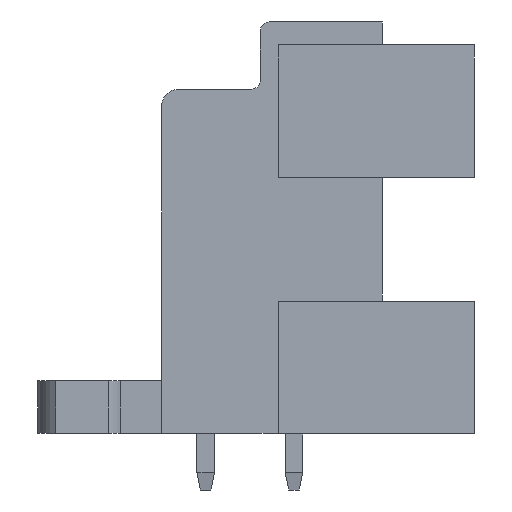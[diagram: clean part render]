
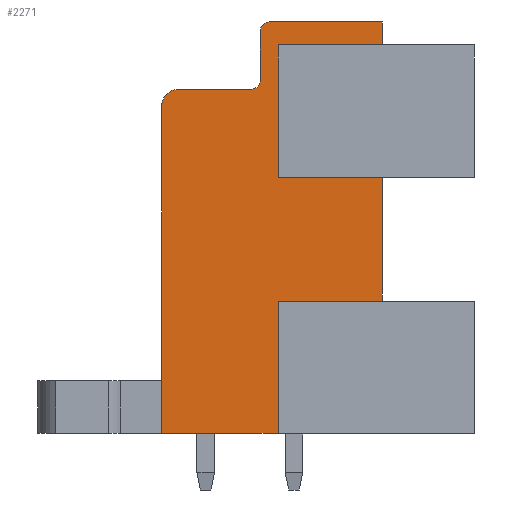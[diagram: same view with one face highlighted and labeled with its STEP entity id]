
A CAD part, left-side view. The second image highlights one B-rep face of the part: STEP entity #2271.
In plain terms, the highlighted planar face has unit normal (-1, 0, 0).
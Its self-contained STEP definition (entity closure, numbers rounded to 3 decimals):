
#1282=AXIS2_PLACEMENT_3D('Circle Axis2P3D',#1280,#1281,$) ;
#1344=AXIS2_PLACEMENT_3D('Circle Axis2P3D',#1342,#1343,$) ;
#1406=AXIS2_PLACEMENT_3D('Circle Axis2P3D',#1404,#1405,$) ;
#2242=AXIS2_PLACEMENT_3D('Plane Axis2P3D',#2239,#2240,#2241) ;
#493=CARTESIAN_POINT('Vertex',(3.5,5.2,10.7)) ;
#496=CARTESIAN_POINT('Line Origine',(3.5,8.15,10.7)) ;
#500=CARTESIAN_POINT('Vertex',(3.5,11.1,10.7)) ;
#578=CARTESIAN_POINT('Vertex',(3.5,5.2,17.7)) ;
#581=CARTESIAN_POINT('Line Origine',(3.5,5.2,14.2)) ;
#637=CARTESIAN_POINT('Vertex',(3.5,11.1,17.7)) ;
#640=CARTESIAN_POINT('Line Origine',(3.5,8.15,17.7)) ;
#1135=CARTESIAN_POINT('Vertex',(3.5,5.2,25.2)) ;
#1138=CARTESIAN_POINT('Line Origine',(3.5,8.15,25.2)) ;
#1142=CARTESIAN_POINT('Vertex',(3.5,11.1,25.2)) ;
#1215=CARTESIAN_POINT('Vertex',(3.5,5.2,26.5)) ;
#1218=CARTESIAN_POINT('Line Origine',(3.5,5.2,25.85)) ;
#1246=CARTESIAN_POINT('Vertex',(3.5,11.6,26.5)) ;
#1249=CARTESIAN_POINT('Line Origine',(3.5,8.4,26.5)) ;
#1277=CARTESIAN_POINT('Vertex',(3.5,12.1,26.)) ;
#1280=CARTESIAN_POINT('Axis2P3D Location',(3.5,11.6,26.)) ;
#1308=CARTESIAN_POINT('Vertex',(3.5,12.1,23.2)) ;
#1311=CARTESIAN_POINT('Line Origine',(3.5,12.1,24.6)) ;
#1339=CARTESIAN_POINT('Vertex',(3.5,12.6,22.7)) ;
#1342=CARTESIAN_POINT('Axis2P3D Location',(3.5,12.6,23.2)) ;
#1370=CARTESIAN_POINT('Vertex',(3.5,16.7,22.7)) ;
#1373=CARTESIAN_POINT('Line Origine',(3.5,14.65,22.7)) ;
#1401=CARTESIAN_POINT('Vertex',(3.5,17.7,21.7)) ;
#1404=CARTESIAN_POINT('Axis2P3D Location',(3.5,16.7,21.7)) ;
#1455=CARTESIAN_POINT('Vertex',(3.5,17.7,3.2)) ;
#1458=CARTESIAN_POINT('Line Origine',(3.5,17.7,12.45)) ;
#1546=CARTESIAN_POINT('Vertex',(3.5,11.1,3.2)) ;
#1549=CARTESIAN_POINT('Line Origine',(3.5,14.4,3.2)) ;
#2239=CARTESIAN_POINT('Axis2P3D Location',(3.5,0.,0.)) ;
#2244=CARTESIAN_POINT('Line Origine',(3.5,11.1,21.45)) ;
#2249=CARTESIAN_POINT('Line Origine',(3.5,11.1,6.95)) ;
#497=DIRECTION('Vector Direction',(0.,-1.,0.)) ;
#582=DIRECTION('Vector Direction',(0.,0.,-1.)) ;
#641=DIRECTION('Vector Direction',(0.,1.,0.)) ;
#1139=DIRECTION('Vector Direction',(0.,-1.,0.)) ;
#1219=DIRECTION('Vector Direction',(0.,0.,-1.)) ;
#1250=DIRECTION('Vector Direction',(0.,-1.,0.)) ;
#1281=DIRECTION('Axis2P3D Direction',(-1.,0.,0.)) ;
#1312=DIRECTION('Vector Direction',(0.,0.,1.)) ;
#1343=DIRECTION('Axis2P3D Direction',(-1.,0.,0.)) ;
#1374=DIRECTION('Vector Direction',(0.,-1.,0.)) ;
#1405=DIRECTION('Axis2P3D Direction',(-1.,0.,0.)) ;
#1459=DIRECTION('Vector Direction',(0.,0.,1.)) ;
#1550=DIRECTION('Vector Direction',(0.,1.,0.)) ;
#2240=DIRECTION('Axis2P3D Direction',(-1.,0.,0.)) ;
#2241=DIRECTION('Axis2P3D XDirection',(0.,-1.,0.)) ;
#2245=DIRECTION('Vector Direction',(0.,0.,1.)) ;
#2250=DIRECTION('Vector Direction',(0.,0.,1.)) ;
#498=VECTOR('Line Direction',#497,1.) ;
#583=VECTOR('Line Direction',#582,1.) ;
#642=VECTOR('Line Direction',#641,1.) ;
#1140=VECTOR('Line Direction',#1139,1.) ;
#1220=VECTOR('Line Direction',#1219,1.) ;
#1251=VECTOR('Line Direction',#1250,1.) ;
#1313=VECTOR('Line Direction',#1312,1.) ;
#1375=VECTOR('Line Direction',#1374,1.) ;
#1460=VECTOR('Line Direction',#1459,1.) ;
#1551=VECTOR('Line Direction',#1550,1.) ;
#2246=VECTOR('Line Direction',#2245,1.) ;
#2251=VECTOR('Line Direction',#2250,1.) ;
#2255=ORIENTED_EDGE('',*,*,#644,.F.) ;
#2256=ORIENTED_EDGE('',*,*,#2248,.F.) ;
#2257=ORIENTED_EDGE('',*,*,#1144,.F.) ;
#2258=ORIENTED_EDGE('',*,*,#1222,.T.) ;
#2259=ORIENTED_EDGE('',*,*,#1253,.T.) ;
#2260=ORIENTED_EDGE('',*,*,#1284,.T.) ;
#2261=ORIENTED_EDGE('',*,*,#1315,.T.) ;
#2262=ORIENTED_EDGE('',*,*,#1346,.T.) ;
#2263=ORIENTED_EDGE('',*,*,#1377,.T.) ;
#2264=ORIENTED_EDGE('',*,*,#1408,.T.) ;
#2265=ORIENTED_EDGE('',*,*,#1462,.T.) ;
#2266=ORIENTED_EDGE('',*,*,#1553,.T.) ;
#2267=ORIENTED_EDGE('',*,*,#2253,.F.) ;
#2268=ORIENTED_EDGE('',*,*,#502,.F.) ;
#2269=ORIENTED_EDGE('',*,*,#585,.T.) ;
#2271=ADVANCED_FACE('Housing',(#2270),#2243,.T.) ;
#1283=CIRCLE('generated circle',#1282,0.5) ;
#1345=CIRCLE('generated circle',#1344,0.5) ;
#1407=CIRCLE('generated circle',#1406,1.) ;
#502=EDGE_CURVE('',#494,#501,#499,.F.) ;
#585=EDGE_CURVE('',#494,#579,#584,.F.) ;
#644=EDGE_CURVE('',#638,#579,#643,.F.) ;
#1144=EDGE_CURVE('',#1136,#1143,#1141,.F.) ;
#1222=EDGE_CURVE('',#1136,#1216,#1221,.F.) ;
#1253=EDGE_CURVE('',#1216,#1247,#1252,.F.) ;
#1284=EDGE_CURVE('',#1247,#1278,#1283,.T.) ;
#1315=EDGE_CURVE('',#1278,#1309,#1314,.F.) ;
#1346=EDGE_CURVE('',#1309,#1340,#1345,.F.) ;
#1377=EDGE_CURVE('',#1340,#1371,#1376,.F.) ;
#1408=EDGE_CURVE('',#1371,#1402,#1407,.T.) ;
#1462=EDGE_CURVE('',#1402,#1456,#1461,.F.) ;
#1553=EDGE_CURVE('',#1456,#1547,#1552,.F.) ;
#2248=EDGE_CURVE('',#1143,#638,#2247,.F.) ;
#2253=EDGE_CURVE('',#501,#1547,#2252,.F.) ;
#2254=EDGE_LOOP('',(#2255,#2256,#2257,#2258,#2259,#2260,#2261,#2262,#2263,#2264,#2265,#2266,#2267,#2268,#2269)) ;
#2270=FACE_OUTER_BOUND('',#2254,.T.) ;
#499=LINE('Line',#496,#498) ;
#584=LINE('Line',#581,#583) ;
#643=LINE('Line',#640,#642) ;
#1141=LINE('Line',#1138,#1140) ;
#1221=LINE('Line',#1218,#1220) ;
#1252=LINE('Line',#1249,#1251) ;
#1314=LINE('Line',#1311,#1313) ;
#1376=LINE('Line',#1373,#1375) ;
#1461=LINE('Line',#1458,#1460) ;
#1552=LINE('Line',#1549,#1551) ;
#2247=LINE('Line',#2244,#2246) ;
#2252=LINE('Line',#2249,#2251) ;
#2243=PLANE('',#2242) ;
#494=VERTEX_POINT('',#493) ;
#501=VERTEX_POINT('',#500) ;
#579=VERTEX_POINT('',#578) ;
#638=VERTEX_POINT('',#637) ;
#1136=VERTEX_POINT('',#1135) ;
#1143=VERTEX_POINT('',#1142) ;
#1216=VERTEX_POINT('',#1215) ;
#1247=VERTEX_POINT('',#1246) ;
#1278=VERTEX_POINT('',#1277) ;
#1309=VERTEX_POINT('',#1308) ;
#1340=VERTEX_POINT('',#1339) ;
#1371=VERTEX_POINT('',#1370) ;
#1402=VERTEX_POINT('',#1401) ;
#1456=VERTEX_POINT('',#1455) ;
#1547=VERTEX_POINT('',#1546) ;
